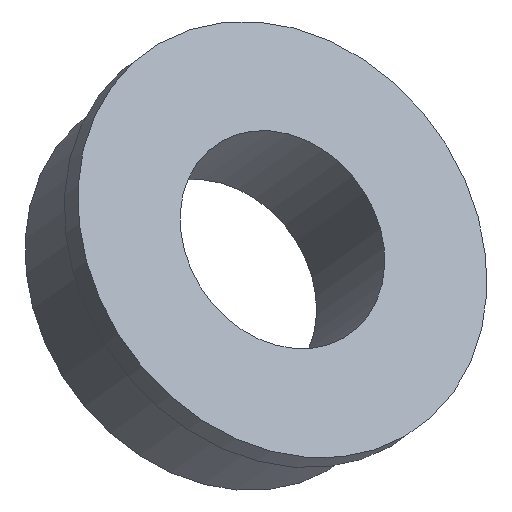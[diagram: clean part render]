
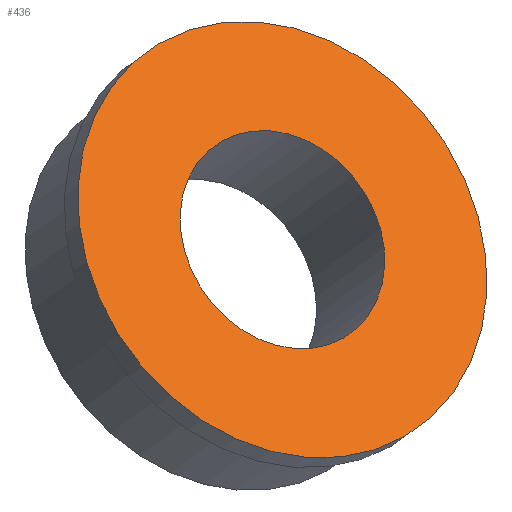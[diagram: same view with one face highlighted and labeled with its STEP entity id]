
A CAD part, isometric view. The second image highlights one B-rep face of the part: STEP entity #436.
In plain terms, the highlighted face is planar.
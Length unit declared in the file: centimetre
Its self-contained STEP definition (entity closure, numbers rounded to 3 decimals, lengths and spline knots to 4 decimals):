
#2 = AXIS2_PLACEMENT_3D ( 'NONE', #152, #241, #201 ) ;
#18 = ORIENTED_EDGE ( 'NONE', *, *, #266, .F. ) ;
#37 = DIRECTION ( 'NONE',  ( -1., 0., 0. ) ) ;
#55 = ORIENTED_EDGE ( 'NONE', *, *, #408, .T. ) ;
#70 = CIRCLE ( 'NONE', #420, 5.08 ) ;
#72 = DIRECTION ( 'NONE',  ( 0., 0.019, 1. ) ) ;
#75 = PLANE ( 'NONE',  #448 ) ;
#88 = EDGE_CURVE ( 'NONE', #310, #221, #183, .T. ) ;
#105 = CARTESIAN_POINT ( 'NONE',  ( 0., 84.3836, 86.5377 ) ) ;
#110 = FACE_OUTER_BOUND ( 'NONE', #170, .T. ) ;
#148 = EDGE_CURVE ( 'NONE', #351, #399, #224, .T. ) ;
#152 = CARTESIAN_POINT ( 'NONE',  ( 0., 84.3836, 86.5377 ) ) ;
#170 = EDGE_LOOP ( 'NONE', ( #345, #55 ) ) ;
#175 = CIRCLE ( 'NONE', #2, 2.54 ) ;
#179 = EDGE_LOOP ( 'NONE', ( #18, #347 ) ) ;
#183 = CIRCLE ( 'NONE', #528, 2.54 ) ;
#201 = DIRECTION ( 'NONE',  ( 0., 0.019, 1. ) ) ;
#221 = VERTEX_POINT ( 'NONE', #284 ) ;
#224 = CIRCLE ( 'NONE', #302, 5.08 ) ;
#238 = CARTESIAN_POINT ( 'NONE',  ( 0., 84.2856, 81.4586 ) ) ;
#241 = DIRECTION ( 'NONE',  ( 0., 1., -0.019 ) ) ;
#266 = EDGE_CURVE ( 'NONE', #221, #310, #175, .T. ) ;
#274 = DIRECTION ( 'NONE',  ( 0., 1., -0.019 ) ) ;
#284 = CARTESIAN_POINT ( 'NONE',  ( 0., 84.4326, 89.0772 ) ) ;
#290 = CARTESIAN_POINT ( 'NONE',  ( 0., 84.3836, 86.5377 ) ) ;
#292 = FACE_BOUND ( 'NONE', #179, .T. ) ;
#302 = AXIS2_PLACEMENT_3D ( 'NONE', #105, #274, #499 ) ;
#310 = VERTEX_POINT ( 'NONE', #361 ) ;
#345 = ORIENTED_EDGE ( 'NONE', *, *, #148, .T. ) ;
#347 = ORIENTED_EDGE ( 'NONE', *, *, #88, .F. ) ;
#351 = VERTEX_POINT ( 'NONE', #238 ) ;
#361 = CARTESIAN_POINT ( 'NONE',  ( 0., 84.3346, 83.9981 ) ) ;
#385 = DIRECTION ( 'NONE',  ( 0., 1., -0.019 ) ) ;
#399 = VERTEX_POINT ( 'NONE', #509 ) ;
#408 = EDGE_CURVE ( 'NONE', #399, #351, #70, .T. ) ;
#412 = CARTESIAN_POINT ( 'NONE',  ( 0., 84.3836, 86.5377 ) ) ;
#420 = AXIS2_PLACEMENT_3D ( 'NONE', #496, #385, #480 ) ;
#436 = ADVANCED_FACE ( 'NONE', ( #110, #292 ), #75, .T. ) ;
#448 = AXIS2_PLACEMENT_3D ( 'NONE', #290, #481, #37 ) ;
#480 = DIRECTION ( 'NONE',  ( 0., 0.019, 1. ) ) ;
#481 = DIRECTION ( 'NONE',  ( 0., 1., -0.019 ) ) ;
#496 = CARTESIAN_POINT ( 'NONE',  ( 0., 84.3836, 86.5377 ) ) ;
#499 = DIRECTION ( 'NONE',  ( 0., 0.019, 1. ) ) ;
#509 = CARTESIAN_POINT ( 'NONE',  ( 0., 84.4816, 91.6167 ) ) ;
#528 = AXIS2_PLACEMENT_3D ( 'NONE', #412, #549, #72 ) ;
#549 = DIRECTION ( 'NONE',  ( 0., 1., -0.019 ) ) ;
